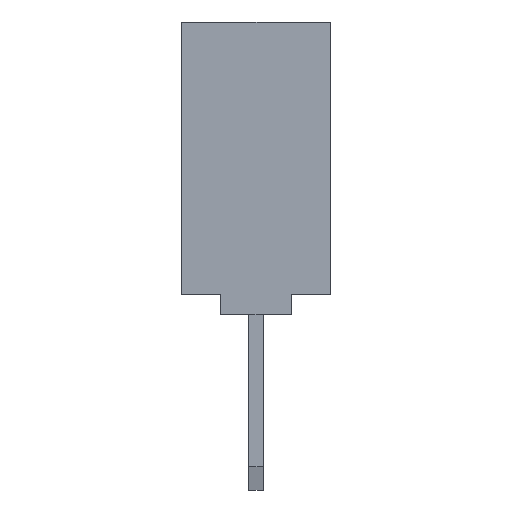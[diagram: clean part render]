
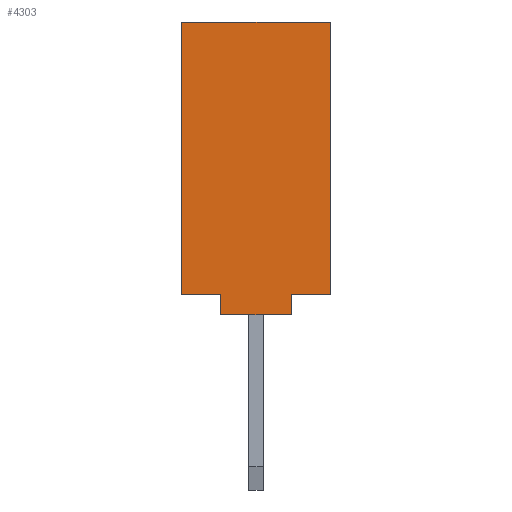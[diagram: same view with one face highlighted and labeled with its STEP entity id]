
A CAD part, front view. The second image highlights one B-rep face of the part: STEP entity #4303.
In plain terms, the highlighted planar face has unit normal (0, -1, 0).
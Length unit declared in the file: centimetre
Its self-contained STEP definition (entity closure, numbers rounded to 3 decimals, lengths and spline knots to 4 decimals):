
#217=FACE_OUTER_BOUND('',#487,.T.);
#487=EDGE_LOOP('',(#3530,#3531,#3532,#3533,#3534,#3535,#3536,#3537));
#895=LINE('',#6398,#1483);
#932=LINE('',#6472,#1520);
#1044=LINE('',#6695,#1632);
#1045=LINE('',#6698,#1633);
#1046=LINE('',#6700,#1634);
#1047=LINE('',#6701,#1635);
#1048=LINE('',#6703,#1636);
#1049=LINE('',#6704,#1637);
#1483=VECTOR('',#5189,0.1);
#1520=VECTOR('',#5258,0.1);
#1632=VECTOR('',#5448,0.1);
#1633=VECTOR('',#5451,0.1);
#1634=VECTOR('',#5452,0.1);
#1635=VECTOR('',#5453,0.1);
#1636=VECTOR('',#5454,0.1);
#1637=VECTOR('',#5455,0.1);
#1982=VERTEX_POINT('',#6391);
#1985=VERTEX_POINT('',#6396);
#2005=VERTEX_POINT('',#6469);
#2006=VERTEX_POINT('',#6471);
#2078=VERTEX_POINT('',#6693);
#2079=VERTEX_POINT('',#6697);
#2080=VERTEX_POINT('',#6699);
#2081=VERTEX_POINT('',#6702);
#2439=EDGE_CURVE('',#1982,#1985,#895,.T.);
#2476=EDGE_CURVE('',#2006,#2005,#932,.T.);
#2588=EDGE_CURVE('',#2005,#2078,#1044,.T.);
#2589=EDGE_CURVE('',#1985,#2079,#1045,.T.);
#2590=EDGE_CURVE('',#2079,#2080,#1046,.T.);
#2591=EDGE_CURVE('',#2006,#2080,#1047,.T.);
#2592=EDGE_CURVE('',#2078,#2081,#1048,.T.);
#2593=EDGE_CURVE('',#2081,#1982,#1049,.T.);
#3530=ORIENTED_EDGE('',*,*,#2439,.T.);
#3531=ORIENTED_EDGE('',*,*,#2589,.T.);
#3532=ORIENTED_EDGE('',*,*,#2590,.T.);
#3533=ORIENTED_EDGE('',*,*,#2591,.F.);
#3534=ORIENTED_EDGE('',*,*,#2476,.T.);
#3535=ORIENTED_EDGE('',*,*,#2588,.T.);
#3536=ORIENTED_EDGE('',*,*,#2592,.T.);
#3537=ORIENTED_EDGE('',*,*,#2593,.T.);
#4053=PLANE('',#4555);
#4303=ADVANCED_FACE('',(#217),#4053,.T.);
#4555=AXIS2_PLACEMENT_3D('',#6696,#5449,#5450);
#5189=DIRECTION('',(1.,0.,0.));
#5258=DIRECTION('',(1.,0.,0.));
#5448=DIRECTION('',(0.,0.,-1.));
#5449=DIRECTION('center_axis',(0.,-1.,0.));
#5450=DIRECTION('ref_axis',(1.,0.,0.));
#5451=DIRECTION('',(0.,0.,1.));
#5452=DIRECTION('',(-1.,0.,0.));
#5453=DIRECTION('',(0.,0.,1.));
#5454=DIRECTION('',(1.,0.,0.));
#5455=DIRECTION('',(0.,0.,1.));
#6391=CARTESIAN_POINT('',(0.06,-1.805,0.035));
#6396=CARTESIAN_POINT('',(0.127,-1.805,0.035));
#6398=CARTESIAN_POINT('',(0.0935,-1.805,0.035));
#6469=CARTESIAN_POINT('',(-0.06,-1.805,0.035));
#6471=CARTESIAN_POINT('',(-0.127,-1.805,0.035));
#6472=CARTESIAN_POINT('',(0.,-1.805,0.035));
#6693=CARTESIAN_POINT('',(-0.06,-1.805,0.));
#6695=CARTESIAN_POINT('',(-0.06,-1.805,0.25));
#6696=CARTESIAN_POINT('Origin',(-0.127,-1.805,0.));
#6697=CARTESIAN_POINT('',(0.127,-1.805,0.5));
#6698=CARTESIAN_POINT('',(0.127,-1.805,0.25));
#6699=CARTESIAN_POINT('',(-0.127,-1.805,0.5));
#6700=CARTESIAN_POINT('',(0.,-1.805,0.5));
#6701=CARTESIAN_POINT('',(-0.127,-1.805,0.2675));
#6702=CARTESIAN_POINT('',(0.06,-1.805,0.));
#6703=CARTESIAN_POINT('',(0.,-1.805,0.));
#6704=CARTESIAN_POINT('',(0.06,-1.805,0.25));
